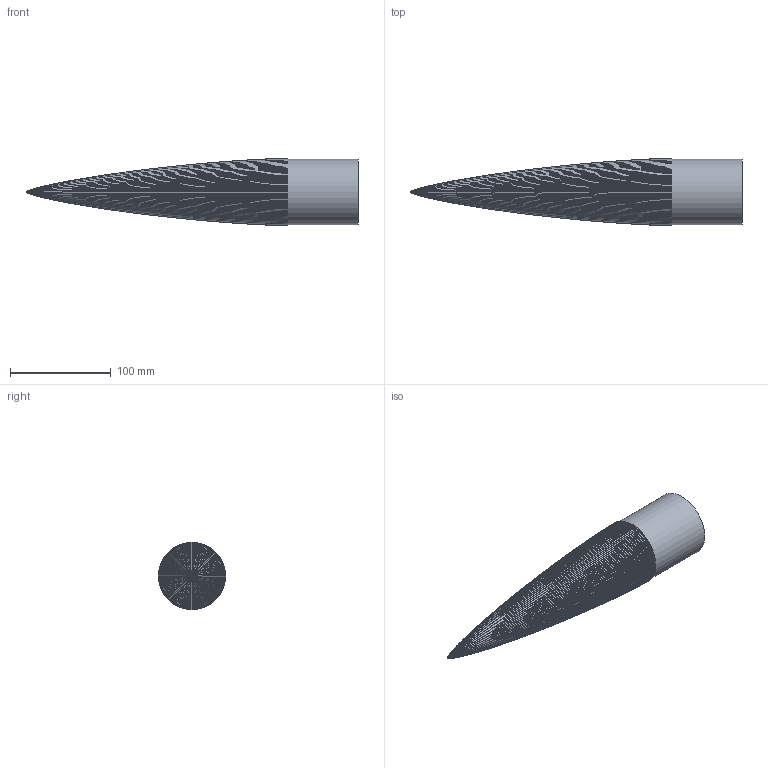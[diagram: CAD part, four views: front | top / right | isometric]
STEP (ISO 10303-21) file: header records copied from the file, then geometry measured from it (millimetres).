
FILE_DESCRIPTION(('FreeCAD Model'),'2;1');
FILE_NAME('Open CASCADE Shape Model','2021-11-07T03:17:12',('Author'),( ''),'Open CASCADE STEP processor 7.5','FreeCAD','Unknown');
FILE_SCHEMA(('AUTOMOTIVE_DESIGN { 1 0 10303 214 1 1 1 1 }'));
Length unit declared in the file: millimetre
Products named in the file (1): Shape
Bounding box: 330 x 67 x 67 mm (x, y, z)
Volume: 96583.9 mm3; surface area: 96719.3 mm2
Topology: 1 solids, 1 shells, 1004 faces, 2007 edges, 1005 vertices
Faces by surface type: cone 944, cylinder 58, plane 2
Full cylindrical faces by diameter (mm): 61 x57, 65 x1
Entity records: 51179 total; most frequent: DIRECTION 9028, CARTESIAN_POINT 8025, LINE 5008, VECTOR 5008, ORIENTED_EDGE 4010, PCURVE 4010, DEFINITIONAL_REPRESENTATION 4010, AXIS2_PLACEMENT_3D 2008
